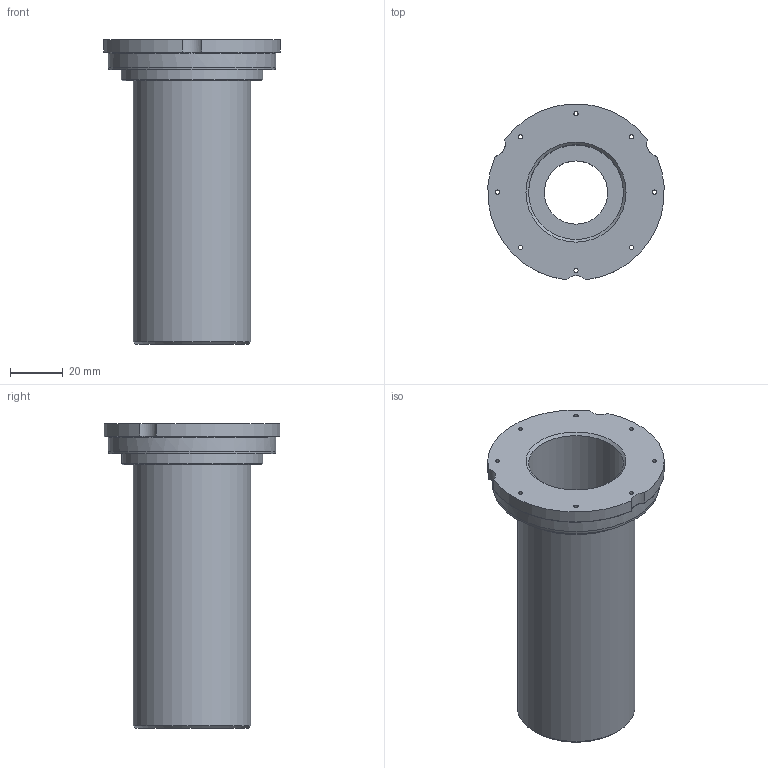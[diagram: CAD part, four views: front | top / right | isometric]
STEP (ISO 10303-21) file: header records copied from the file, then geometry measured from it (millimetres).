
FILE_DESCRIPTION(/* description */ (''),/* implementation_level */ '2;1');
FILE_NAME(/* name */ '03279526-01-02 Dummystar in.stp',/* time_stamp */ '2023-05-04T16:14:53+02:00',/* author */ (''),/* organization */ ('ASM Assembly Systems'),/* preprocessor_version */ 'ST-DEVELOPER v18.102',/* originating_system */ 'SIEMENS PLM Software NX 2027',/* authorisation */ '');
FILE_SCHEMA (('AUTOMOTIVE_DESIGN { 1 0 10303 214 3 1 1 1 }'));
Length unit declared in the file: millimetre
Products named in the file (1): 03279526-01-02 Dummystar in
Bounding box: 66.82 x 66.68 x 115.59 mm (x, y, z)
Volume: 94258.5 mm3; surface area: 36046.5 mm2
Topology: 1 solids, 1 shells, 109 faces, 260 edges, 157 vertices
Faces by surface type: cone 32, cylinder 31, bspline 18, plane 15, torus 13
Full cylindrical faces by diameter (mm): 1.5 x1, 1.6 x16, 24 x1, 32.5 x1, 36 x1, 44.6 x1, 53.6 x1, 63.5 x1
Entity records: 3154 total; most frequent: CARTESIAN_POINT 1003, DIRECTION 448, ORIENTED_EDGE 356, AXIS2_PLACEMENT_3D 214, EDGE_LOOP 187, EDGE_CURVE 178, FACE_BOUND 146, VERTEX_POINT 139
